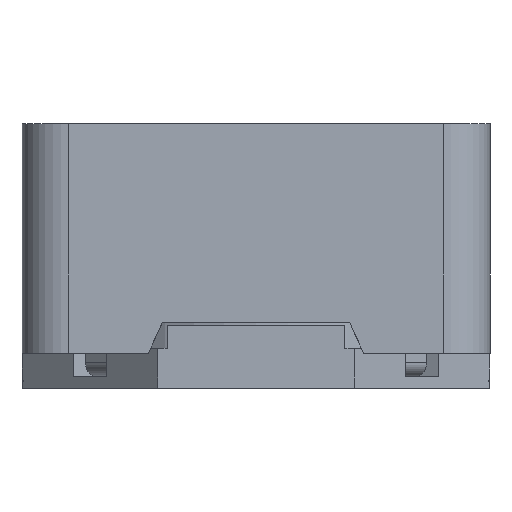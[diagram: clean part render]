
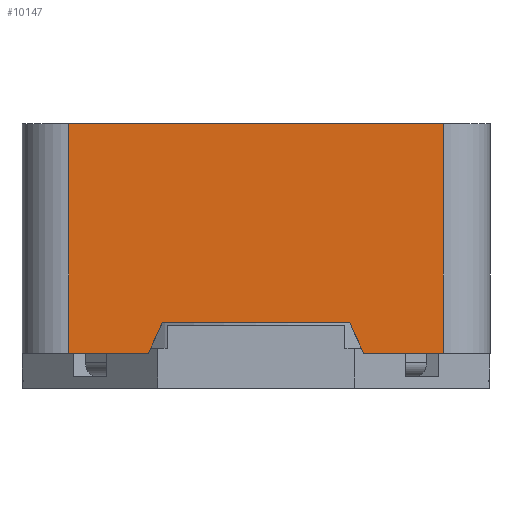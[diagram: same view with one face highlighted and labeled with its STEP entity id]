
A CAD part, front view. The second image highlights one B-rep face of the part: STEP entity #10147.
In plain terms, the highlighted face is planar.
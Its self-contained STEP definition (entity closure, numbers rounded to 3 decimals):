
#2013=ORIENTED_EDGE('',*,*,#3370,.T.);
#2014=ORIENTED_EDGE('',*,*,#3311,.T.);
#2015=ORIENTED_EDGE('',*,*,#3371,.T.);
#2016=ORIENTED_EDGE('',*,*,#3372,.T.);
#2017=ORIENTED_EDGE('',*,*,#3359,.F.);
#2018=ORIENTED_EDGE('',*,*,#3323,.F.);
#2019=ORIENTED_EDGE('',*,*,#3364,.T.);
#2020=ORIENTED_EDGE('',*,*,#3373,.T.);
#3311=EDGE_CURVE('',#4116,#4115,#4927,.T.);
#3323=EDGE_CURVE('',#4127,#4128,#4936,.T.);
#3359=EDGE_CURVE('',#4128,#4154,#4967,.T.);
#3364=EDGE_CURVE('',#4127,#4157,#4970,.T.);
#3370=EDGE_CURVE('',#4160,#4116,#4975,.T.);
#3371=EDGE_CURVE('',#4115,#4161,#4976,.T.);
#3372=EDGE_CURVE('',#4161,#4154,#4977,.T.);
#3373=EDGE_CURVE('',#4157,#4160,#4978,.T.);
#4115=VERTEX_POINT('',#14968);
#4116=VERTEX_POINT('',#14970);
#4127=VERTEX_POINT('',#14993);
#4128=VERTEX_POINT('',#14995);
#4154=VERTEX_POINT('',#15062);
#4157=VERTEX_POINT('',#15070);
#4160=VERTEX_POINT('',#15092);
#4161=VERTEX_POINT('',#15094);
#4927=LINE('',#14969,#5800);
#4936=LINE('',#14994,#5809);
#4967=LINE('',#15061,#5840);
#4970=LINE('',#15071,#5843);
#4975=LINE('',#15091,#5848);
#4976=LINE('',#15093,#5849);
#4977=LINE('',#15095,#5850);
#4978=LINE('',#15096,#5851);
#5800=VECTOR('',#12341,1000.);
#5809=VECTOR('',#12358,1000.);
#5840=VECTOR('',#12409,1000.);
#5843=VECTOR('',#12418,1000.);
#5848=VECTOR('',#12449,1000.);
#5849=VECTOR('',#12450,1000.);
#5850=VECTOR('',#12451,1000.);
#5851=VECTOR('',#12452,1000.);
#6289=EDGE_LOOP('',(#2013,#2014,#2015,#2016,#2017,#2018,#2019,#2020));
#6728=FACE_BOUND('',#6289,.T.);
#7061=PLANE('',#10671);
#10147=ADVANCED_FACE('',(#6728),#7061,.F.);
#10671=AXIS2_PLACEMENT_3D('',#15090,#12447,#12448);
#12341=DIRECTION('',(0.,1.,0.));
#12358=DIRECTION('',(0.,1.,0.));
#12409=DIRECTION('',(0.,0.,-1.));
#12418=DIRECTION('',(0.,0.,-1.));
#12447=DIRECTION('',(-1.,0.,0.));
#12448=DIRECTION('',(0.,0.,1.));
#12449=DIRECTION('',(0.,0.419,0.908));
#12450=DIRECTION('',(0.,0.419,-0.908));
#12451=DIRECTION('',(0.,1.,0.));
#12452=DIRECTION('',(0.,1.,0.));
#14968=CARTESIAN_POINT('',(5.,2.,1.4));
#14969=CARTESIAN_POINT('',(5.,-2.,1.4));
#14970=CARTESIAN_POINT('',(5.,-2.,1.4));
#14993=CARTESIAN_POINT('',(5.,-4.,5.65));
#14994=CARTESIAN_POINT('',(5.,-5.,5.65));
#14995=CARTESIAN_POINT('',(5.,4.,5.65));
#15061=CARTESIAN_POINT('',(5.,4.,5.65));
#15062=CARTESIAN_POINT('',(5.,4.,0.75));
#15070=CARTESIAN_POINT('',(5.,-4.,0.75));
#15071=CARTESIAN_POINT('',(5.,-4.,5.65));
#15090=CARTESIAN_POINT('',(5.,-5.,5.65));
#15091=CARTESIAN_POINT('',(5.,-2.3,0.75));
#15092=CARTESIAN_POINT('',(5.,-2.3,0.75));
#15093=CARTESIAN_POINT('',(5.,2.,1.4));
#15094=CARTESIAN_POINT('',(5.,2.3,0.75));
#15095=CARTESIAN_POINT('',(5.,-5.,0.75));
#15096=CARTESIAN_POINT('',(5.,-5.,0.75));
